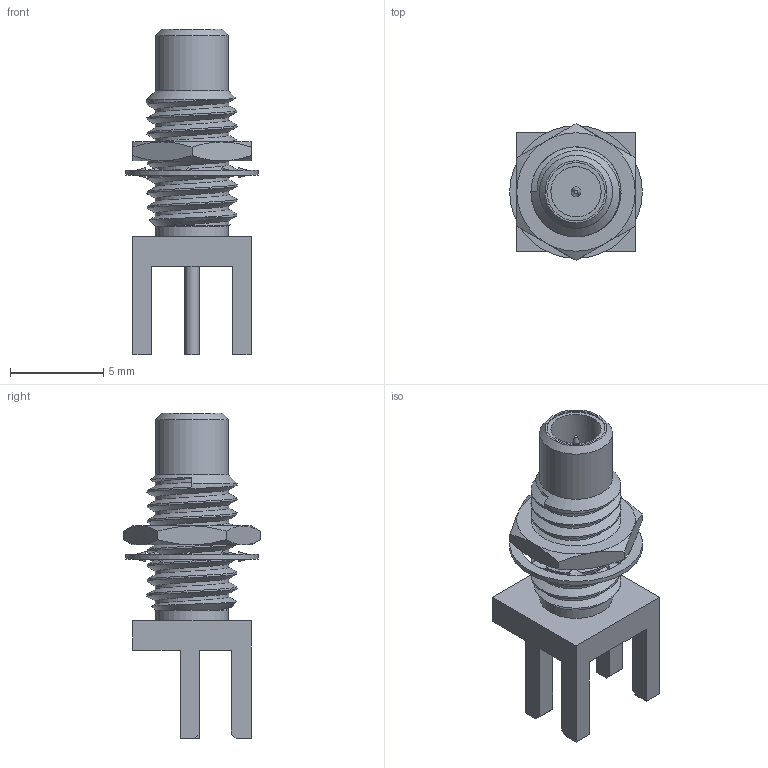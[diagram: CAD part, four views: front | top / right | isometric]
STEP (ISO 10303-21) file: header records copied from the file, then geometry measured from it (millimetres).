
FILE_DESCRIPTION (( 'STEP AP203' ), '1' );
FILE_NAME ('SC8804_3D.step', '2022-04-11T15:31:42', ( '' ), ( '' ), 'SwSTEP 2.0', 'SolidWorks 2021', '' );
FILE_SCHEMA (( 'CONFIG_CONTROL_DESIGN' ));
Length unit declared in the file: inch
Products named in the file (1): SC8804_3D
Bounding box: 7.11 x 7.33 x 17.45 mm (x, y, z)
Volume: 264.2 mm3; surface area: 694.5 mm2
Topology: 3 solids, 3 shells, 148 faces, 371 edges, 238 vertices
Faces by surface type: plane 54, cylinder 38, bspline 37, cone 19
Full cylindrical faces by diameter (mm): 0.533 x1, 0.762 x1, 1.524 x1, 2.692 x1, 3.119 x2, 3.268 x1, 3.556 x1, 3.912 x2, 3.962 x1, 7.112 x1
Entity records: 7278 total; most frequent: CARTESIAN_POINT 4039, ORIENTED_EDGE 700, DIRECTION 542, EDGE_CURVE 350, VERTEX_POINT 233, AXIS2_PLACEMENT_3D 202, EDGE_LOOP 177, FACE_OUTER_BOUND 160
